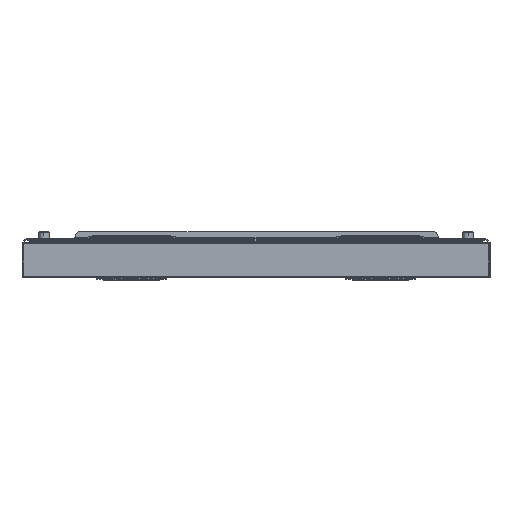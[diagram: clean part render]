
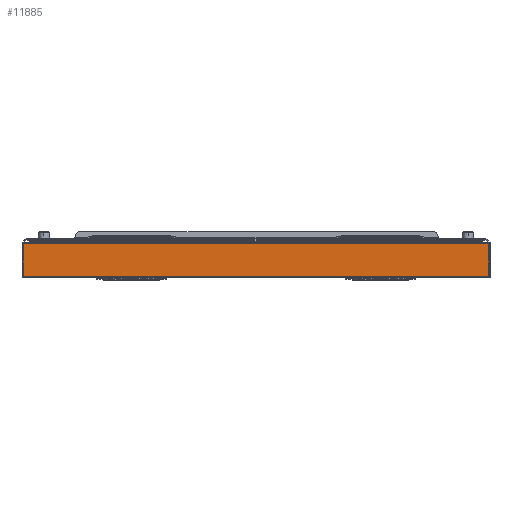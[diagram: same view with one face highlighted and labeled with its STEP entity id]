
A CAD part, front view. The second image highlights one B-rep face of the part: STEP entity #11885.
In plain terms, the highlighted face is planar.
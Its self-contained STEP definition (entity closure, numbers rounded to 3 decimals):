
#899=PLANE('',#13297);
#1538=FACE_OUTER_BOUND('',#2373,.T.);
#2373=EDGE_LOOP('',(#11039,#11040,#11041,#11042));
#3480=LINE('',#20157,#4627);
#3495=LINE('',#20189,#4642);
#3512=LINE('',#20222,#4659);
#3518=LINE('',#20233,#4665);
#4627=VECTOR('',#16525,10.);
#4642=VECTOR('',#16548,10.);
#4659=VECTOR('',#16577,10.);
#4665=VECTOR('',#16587,10.);
#6133=VERTEX_POINT('',#20146);
#6136=VERTEX_POINT('',#20154);
#6146=VERTEX_POINT('',#20178);
#6149=VERTEX_POINT('',#20186);
#7761=EDGE_CURVE('',#6133,#6136,#3480,.T.);
#7776=EDGE_CURVE('',#6146,#6149,#3495,.T.);
#7793=EDGE_CURVE('',#6149,#6133,#3512,.T.);
#7799=EDGE_CURVE('',#6136,#6146,#3518,.T.);
#11039=ORIENTED_EDGE('',*,*,#7799,.T.);
#11040=ORIENTED_EDGE('',*,*,#7776,.T.);
#11041=ORIENTED_EDGE('',*,*,#7793,.T.);
#11042=ORIENTED_EDGE('',*,*,#7761,.T.);
#11885=ADVANCED_FACE('',(#1538),#899,.T.);
#13297=AXIS2_PLACEMENT_3D('',#20232,#16585,#16586);
#16525=DIRECTION('',(-1.,0.,0.));
#16548=DIRECTION('',(1.,0.,0.));
#16577=DIRECTION('',(0.,0.,-1.));
#16585=DIRECTION('center_axis',(0.,1.,0.));
#16586=DIRECTION('ref_axis',(0.,0.,1.));
#16587=DIRECTION('',(0.,0.,1.));
#20146=CARTESIAN_POINT('',(399.5,2.,-30.));
#20154=CARTESIAN_POINT('',(-399.5,2.,-30.));
#20157=CARTESIAN_POINT('',(99.875,2.,-30.));
#20178=CARTESIAN_POINT('',(-399.5,2.,30.));
#20186=CARTESIAN_POINT('',(399.5,2.,30.));
#20189=CARTESIAN_POINT('',(99.875,2.,30.));
#20222=CARTESIAN_POINT('',(399.5,2.,-30.));
#20232=CARTESIAN_POINT('Origin',(199.75,2.,0.));
#20233=CARTESIAN_POINT('',(-399.5,2.,30.));
